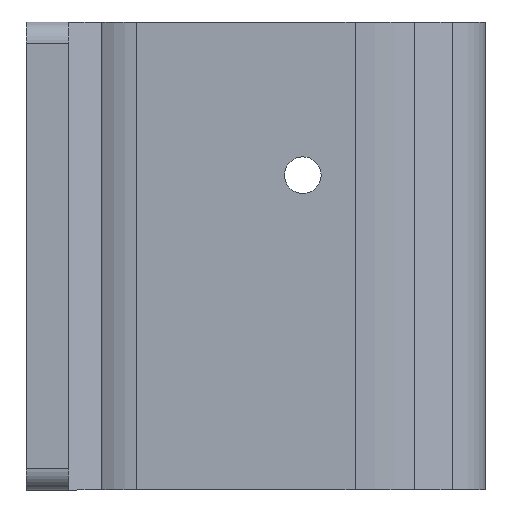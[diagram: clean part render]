
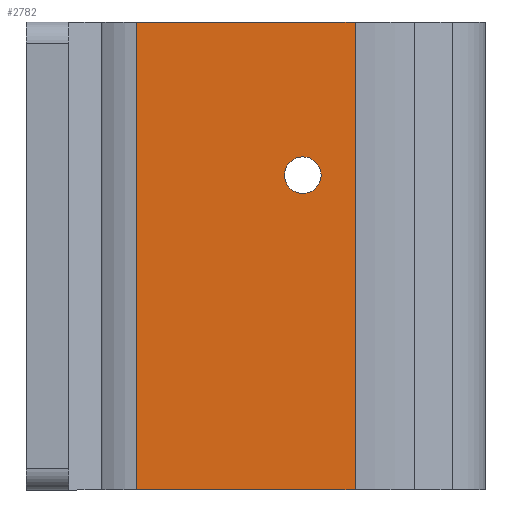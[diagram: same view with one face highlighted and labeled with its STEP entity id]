
A CAD part, left-side view. The second image highlights one B-rep face of the part: STEP entity #2782.
In plain terms, the highlighted planar face has unit normal (-1, 0, 0).
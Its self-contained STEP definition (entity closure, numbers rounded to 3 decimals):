
#57 = DIRECTION ( 'NONE',  ( -1., 0., 0. ) ) ;
#77 = AXIS2_PLACEMENT_3D ( 'NONE', #2430, #3181, #915 ) ;
#115 = CIRCLE ( 'NONE', #2164, 4.3 ) ;
#148 = CARTESIAN_POINT ( 'NONE',  ( -51., -26., 55. ) ) ;
#247 = CIRCLE ( 'NONE', #2086, 4.3 ) ;
#263 = ORIENTED_EDGE ( 'NONE', *, *, #351, .T. ) ;
#270 = VERTEX_POINT ( 'NONE', #148 ) ;
#351 = EDGE_CURVE ( 'NONE', #1273, #2519, #2501, .T. ) ;
#460 = VERTEX_POINT ( 'NONE', #664 ) ;
#599 = VERTEX_POINT ( 'NONE', #1530 ) ;
#648 = EDGE_CURVE ( 'NONE', #1273, #270, #2305, .T. ) ;
#664 = CARTESIAN_POINT ( 'NONE',  ( -51., -77.271, 55. ) ) ;
#794 = DIRECTION ( 'NONE',  ( 0., 1., 0. ) ) ;
#827 = EDGE_CURVE ( 'NONE', #599, #2261, #247, .T. ) ;
#873 = DIRECTION ( 'NONE',  ( 0., 0., -1. ) ) ;
#912 = DIRECTION ( 'NONE',  ( 0., 1., 0. ) ) ;
#915 = DIRECTION ( 'NONE',  ( 0., 1., 0. ) ) ;
#976 = ORIENTED_EDGE ( 'NONE', *, *, #1898, .F. ) ;
#1094 = VECTOR ( 'NONE', #2971, 1000. ) ;
#1142 = EDGE_LOOP ( 'NONE', ( #976, #2365, #2051, #263 ) ) ;
#1209 = LINE ( 'NONE', #1765, #2691 ) ;
#1273 = VERTEX_POINT ( 'NONE', #1439 ) ;
#1274 = DIRECTION ( 'NONE',  ( 0., -1., 0. ) ) ;
#1439 = CARTESIAN_POINT ( 'NONE',  ( -51., -26., -55. ) ) ;
#1530 = CARTESIAN_POINT ( 'NONE',  ( -51., -60.7, 19. ) ) ;
#1611 = CARTESIAN_POINT ( 'NONE',  ( -51., -77.271, 55. ) ) ;
#1671 = EDGE_LOOP ( 'NONE', ( #2410, #1880 ) ) ;
#1679 = EDGE_CURVE ( 'NONE', #270, #460, #1209, .T. ) ;
#1694 = VECTOR ( 'NONE', #873, 1000. ) ;
#1736 = EDGE_CURVE ( 'NONE', #2261, #599, #115, .T. ) ;
#1765 = CARTESIAN_POINT ( 'NONE',  ( -51., -10., 55. ) ) ;
#1880 = ORIENTED_EDGE ( 'NONE', *, *, #1736, .F. ) ;
#1881 = LINE ( 'NONE', #1611, #1694 ) ;
#1898 = EDGE_CURVE ( 'NONE', #460, #2519, #1881, .T. ) ;
#1978 = CARTESIAN_POINT ( 'NONE',  ( -51., -10., -55. ) ) ;
#2051 = ORIENTED_EDGE ( 'NONE', *, *, #648, .F. ) ;
#2086 = AXIS2_PLACEMENT_3D ( 'NONE', #2645, #57, #912 ) ;
#2164 = AXIS2_PLACEMENT_3D ( 'NONE', #2787, #3077, #794 ) ;
#2212 = FACE_BOUND ( 'NONE', #1671, .T. ) ;
#2261 = VERTEX_POINT ( 'NONE', #2737 ) ;
#2285 = CARTESIAN_POINT ( 'NONE',  ( -51., -26., 55. ) ) ;
#2305 = LINE ( 'NONE', #2285, #2723 ) ;
#2365 = ORIENTED_EDGE ( 'NONE', *, *, #1679, .F. ) ;
#2366 = DIRECTION ( 'NONE',  ( 0., 0., 1. ) ) ;
#2410 = ORIENTED_EDGE ( 'NONE', *, *, #827, .F. ) ;
#2430 = CARTESIAN_POINT ( 'NONE',  ( -51., -26., 55. ) ) ;
#2501 = LINE ( 'NONE', #1978, #1094 ) ;
#2519 = VERTEX_POINT ( 'NONE', #2636 ) ;
#2636 = CARTESIAN_POINT ( 'NONE',  ( -51., -77.271, -55. ) ) ;
#2645 = CARTESIAN_POINT ( 'NONE',  ( -51., -65., 19. ) ) ;
#2691 = VECTOR ( 'NONE', #1274, 1000. ) ;
#2723 = VECTOR ( 'NONE', #2366, 1000. ) ;
#2737 = CARTESIAN_POINT ( 'NONE',  ( -51., -69.3, 19. ) ) ;
#2782 = ADVANCED_FACE ( 'NONE', ( #3215, #2212 ), #2923, .F. ) ;
#2787 = CARTESIAN_POINT ( 'NONE',  ( -51., -65., 19. ) ) ;
#2923 = PLANE ( 'NONE',  #77 ) ;
#2971 = DIRECTION ( 'NONE',  ( 0., -1., 0. ) ) ;
#3077 = DIRECTION ( 'NONE',  ( -1., 0., 0. ) ) ;
#3181 = DIRECTION ( 'NONE',  ( 1., 0., 0. ) ) ;
#3215 = FACE_OUTER_BOUND ( 'NONE', #1142, .T. ) ;
